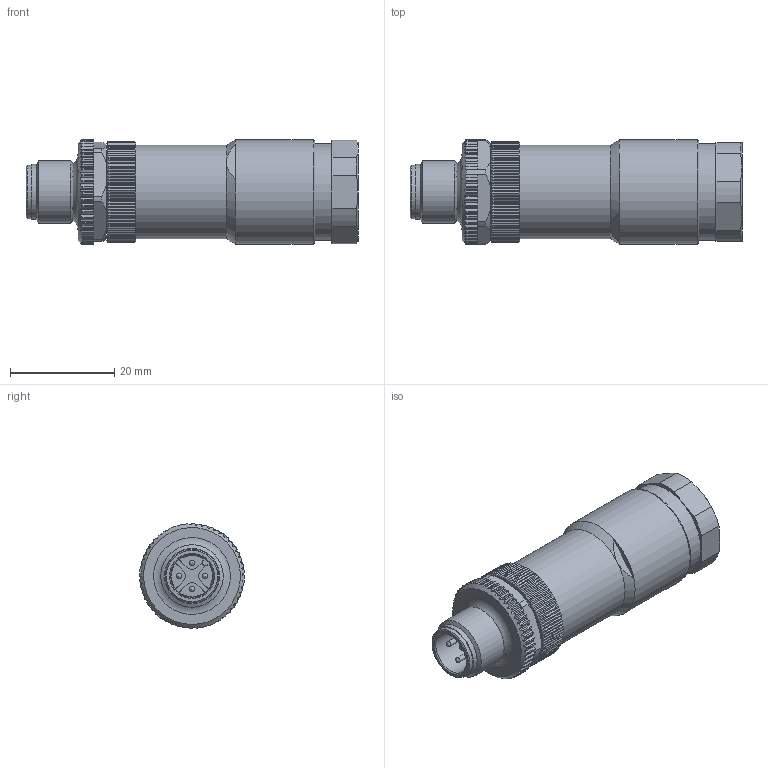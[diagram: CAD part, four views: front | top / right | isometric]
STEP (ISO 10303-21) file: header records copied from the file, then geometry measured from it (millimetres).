
FILE_DESCRIPTION(/* description */ (''),/* implementation_level */ '2;1');
FILE_NAME(/* name */ '99_0429_XXX_04_018_00.stp',/* time_stamp */ '2016-06-30T08:52:42+02:00',/* author */ (''),/* organization */ (''),/* preprocessor_version */ 'ST-DEVELOPER v14',/* originating_system */ 'SIEMENS PLM Software NX 8.0',/* authorisation */ '');
FILE_SCHEMA (('AUTOMOTIVE_DESIGN { 1 0 10303 214 3 1 1 1 }'));
Length unit declared in the file: millimetre
Products named in the file (1): cerl0EA0C9B6klpk
Bounding box: 63.8 x 20.19 x 20.19 mm (x, y, z)
Volume: 15955.2 mm3; surface area: 5001.6 mm2
Topology: 1 solids, 1 shells, 619 faces, 1790 edges, 1183 vertices
Faces by surface type: plane 360, cylinder 229, cone 23, sphere 5, torus 2
Full cylindrical faces by diameter (mm): 1 x4, 8.3 x1, 10.3 x1, 10.6 x1, 12 x1, 14.1 x1, 18 x1, 18.6 x1, 19 x1, 20 x1
Entity records: 21804 total; most frequent: CARTESIAN_POINT 6158, ORIENTED_EDGE 3500, DIRECTION 2958, EDGE_CURVE 1750, VERTEX_POINT 1169, AXIS2_PLACEMENT_3D 1023, LINE 912, VECTOR 912
